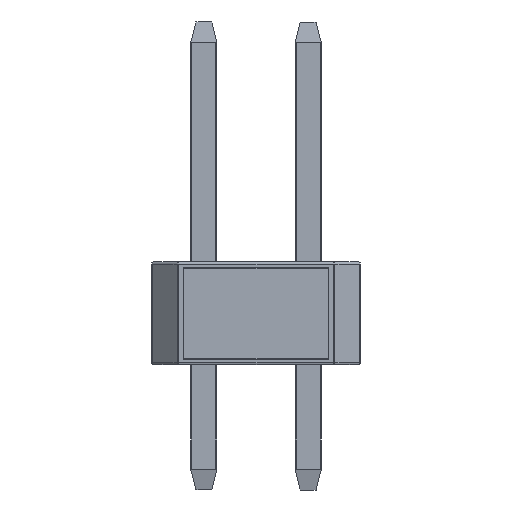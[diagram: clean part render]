
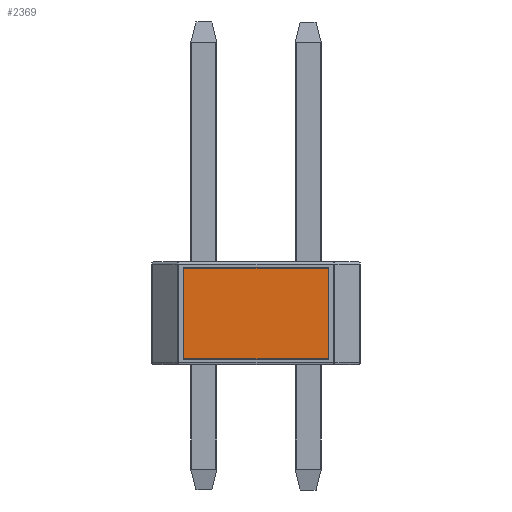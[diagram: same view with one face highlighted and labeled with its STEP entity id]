
A CAD part, left-side view. The second image highlights one B-rep face of the part: STEP entity #2369.
In plain terms, the highlighted planar face has unit normal (-1, 0, 0).
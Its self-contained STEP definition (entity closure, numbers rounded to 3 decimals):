
#418=FACE_OUTER_BOUND('',#544,.T.);
#544=EDGE_LOOP('',(#1946,#1947,#1948,#1949));
#683=LINE('',#3687,#899);
#684=LINE('',#3692,#900);
#687=LINE('',#3700,#903);
#689=LINE('',#3703,#905);
#899=VECTOR('',#2940,10.);
#900=VECTOR('',#2945,10.);
#903=VECTOR('',#2954,10.);
#905=VECTOR('',#2958,10.);
#1096=VERTEX_POINT('',#3684);
#1097=VERTEX_POINT('',#3686);
#1098=VERTEX_POINT('',#3690);
#1099=VERTEX_POINT('',#3691);
#1312=EDGE_CURVE('',#1097,#1096,#683,.T.);
#1314=EDGE_CURVE('',#1098,#1099,#684,.T.);
#1319=EDGE_CURVE('',#1096,#1098,#687,.T.);
#1321=EDGE_CURVE('',#1099,#1097,#689,.T.);
#1946=ORIENTED_EDGE('',*,*,#1319,.T.);
#1947=ORIENTED_EDGE('',*,*,#1314,.T.);
#1948=ORIENTED_EDGE('',*,*,#1321,.T.);
#1949=ORIENTED_EDGE('',*,*,#1312,.T.);
#2132=PLANE('',#2615);
#2369=ADVANCED_FACE('',(#418),#2132,.T.);
#2615=AXIS2_PLACEMENT_3D('',#3901,#3209,#3210);
#2940=DIRECTION('',(0.,1.,0.));
#2945=DIRECTION('',(0.,-1.,0.));
#2954=DIRECTION('',(0.,0.,-1.));
#2958=DIRECTION('',(0.,0.,1.));
#3209=DIRECTION('center_axis',(-1.,0.,0.));
#3210=DIRECTION('ref_axis',(0.,0.,1.));
#3684=CARTESIAN_POINT('',(-1.27,3.023,2.35));
#3686=CARTESIAN_POINT('',(-1.27,-0.488,2.35));
#3687=CARTESIAN_POINT('',(-1.27,3.023,2.35));
#3690=CARTESIAN_POINT('',(-1.27,3.023,0.15));
#3691=CARTESIAN_POINT('',(-1.27,-0.488,0.15));
#3692=CARTESIAN_POINT('',(-1.27,-0.488,0.15));
#3700=CARTESIAN_POINT('',(-1.27,3.023,0.15));
#3703=CARTESIAN_POINT('',(-1.27,-0.488,2.35));
#3901=CARTESIAN_POINT('Origin',(-1.27,1.268,1.25));
